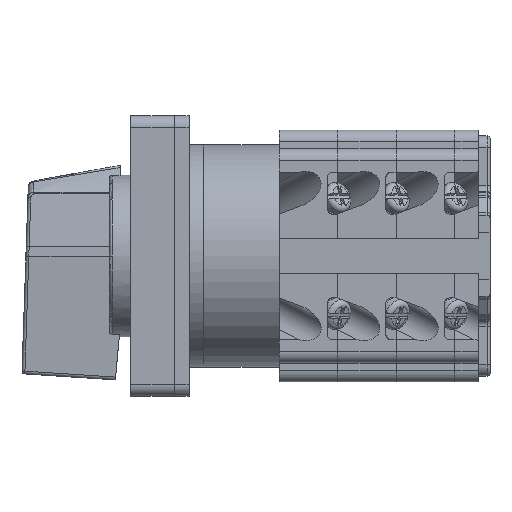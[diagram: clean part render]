
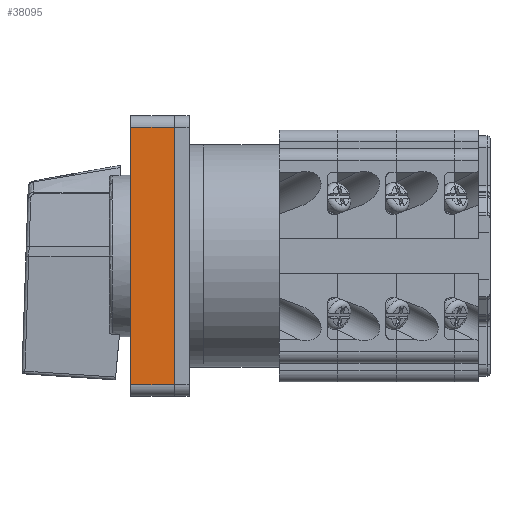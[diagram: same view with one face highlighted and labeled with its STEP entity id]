
A CAD part, left-side view. The second image highlights one B-rep face of the part: STEP entity #38095.
In plain terms, the highlighted planar face has unit normal (-1, 0, 0).
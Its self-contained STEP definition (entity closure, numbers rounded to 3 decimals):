
#38015=CARTESIAN_POINT('',(-24.,17.9,-22.));
#38016=VERTEX_POINT('',#38015);
#38033=CARTESIAN_POINT('',(-24.,25.4,-22.));
#38034=VERTEX_POINT('',#38033);
#38035=CARTESIAN_POINT('',(-24.,25.4,-22.));
#38036=CARTESIAN_POINT('',(-24.,22.9,-22.));
#38037=CARTESIAN_POINT('',(-24.,20.4,-22.));
#38038=CARTESIAN_POINT('',(-24.,17.9,-22.));
#38039=B_SPLINE_CURVE_WITH_KNOTS('',3,(#38035,#38036,#38037,#38038),.UNSPECIFIED.,.F.,.F.,(4,4),(0.,7.5),.UNSPECIFIED.);
#38040=EDGE_CURVE('',#38034,#38016,#38039,.T.);
#38062=CARTESIAN_POINT('',(-24.,25.4,-22.));
#38063=DIRECTION('',(1.,0.,0.));
#38064=DIRECTION('',(0.,0.,-1.));
#38065=AXIS2_PLACEMENT_3D('',#38062,#38063,#38064);
#38066=PLANE('',#38065);
#38067=CARTESIAN_POINT('',(-24.,17.9,22.));
#38068=VERTEX_POINT('',#38067);
#38069=CARTESIAN_POINT('',(-24.,17.9,-22.));
#38070=CARTESIAN_POINT('',(-24.,17.9,-7.333));
#38071=CARTESIAN_POINT('',(-24.,17.9,7.333));
#38072=CARTESIAN_POINT('',(-24.,17.9,22.));
#38073=B_SPLINE_CURVE_WITH_KNOTS('',3,(#38069,#38070,#38071,#38072),.UNSPECIFIED.,.F.,.F.,(4,4),(0.,44.),.UNSPECIFIED.);
#38074=EDGE_CURVE('',#38016,#38068,#38073,.T.);
#38075=ORIENTED_EDGE('',*,*,#38074,.T.);
#38076=CARTESIAN_POINT('',(-24.,25.4,22.));
#38077=VERTEX_POINT('',#38076);
#38078=CARTESIAN_POINT('',(-24.,25.4,22.));
#38079=CARTESIAN_POINT('',(-24.,22.9,22.));
#38080=CARTESIAN_POINT('',(-24.,20.4,22.));
#38081=CARTESIAN_POINT('',(-24.,17.9,22.));
#38082=B_SPLINE_CURVE_WITH_KNOTS('',3,(#38078,#38079,#38080,#38081),.UNSPECIFIED.,.F.,.F.,(4,4),(0.,7.5),.UNSPECIFIED.);
#38083=EDGE_CURVE('',#38077,#38068,#38082,.T.);
#38084=ORIENTED_EDGE('',*,*,#38083,.F.);
#38085=CARTESIAN_POINT('',(-24.,25.4,-22.));
#38086=CARTESIAN_POINT('',(-24.,25.4,-7.333));
#38087=CARTESIAN_POINT('',(-24.,25.4,7.333));
#38088=CARTESIAN_POINT('',(-24.,25.4,22.));
#38089=B_SPLINE_CURVE_WITH_KNOTS('',3,(#38085,#38086,#38087,#38088),.UNSPECIFIED.,.F.,.F.,(4,4),(0.,44.),.UNSPECIFIED.);
#38090=EDGE_CURVE('',#38034,#38077,#38089,.T.);
#38091=ORIENTED_EDGE('',*,*,#38090,.F.);
#38092=ORIENTED_EDGE('',*,*,#38040,.T.);
#38093=EDGE_LOOP('',(#38075,#38084,#38091,#38092));
#38094=FACE_BOUND('',#38093,.T.);
#38095=ADVANCED_FACE('',(#38094),#38066,.F.);
